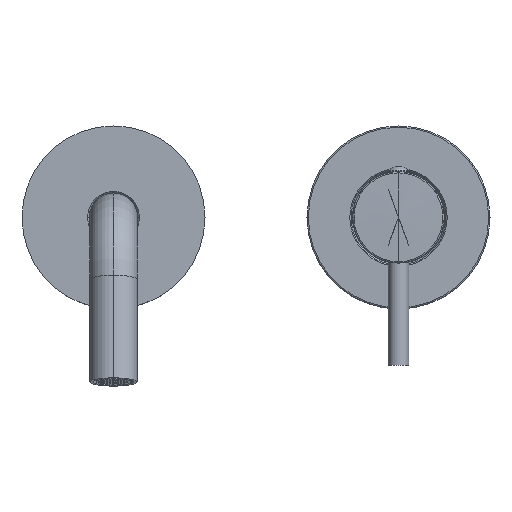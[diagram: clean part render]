
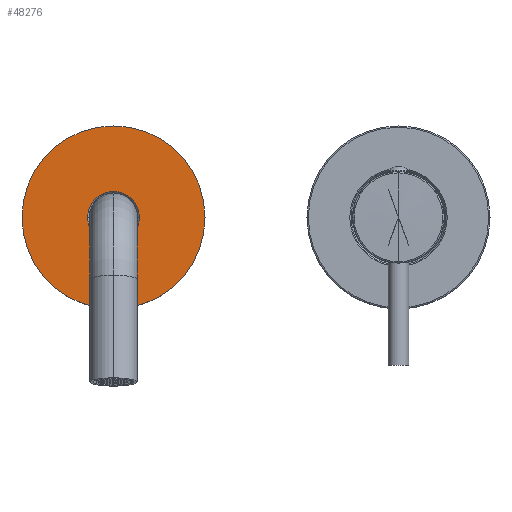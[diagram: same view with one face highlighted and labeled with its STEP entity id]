
A CAD part, top view. The second image highlights one B-rep face of the part: STEP entity #48276.
In plain terms, the highlighted planar face has unit normal (0, 0, 1).
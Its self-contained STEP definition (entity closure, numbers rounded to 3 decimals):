
#47660=CARTESIAN_POINT('',(-109.,0.,54.));
#47661=DIRECTION('',(0.,0.,1.));
#47662=DIRECTION('',(-1.,0.,0.));
#47663=AXIS2_PLACEMENT_3D('',#47660,#47661,#47662);
#47665=CARTESIAN_POINT('',(-109.,0.,54.));
#47666=DIRECTION('',(0.,0.,-1.));
#47667=DIRECTION('',(-1.,0.,0.));
#47668=AXIS2_PLACEMENT_3D('',#47665,#47666,#47667);
#47670=CARTESIAN_POINT('',(-109.,0.,54.));
#47671=DIRECTION('',(0.,0.,1.));
#47672=DIRECTION('',(-1.,0.,0.));
#47673=AXIS2_PLACEMENT_3D('',#47670,#47671,#47672);
#47675=CARTESIAN_POINT('',(-109.,0.,54.));
#47676=DIRECTION('',(0.,0.,1.));
#47677=DIRECTION('',(1.,0.,0.));
#47678=AXIS2_PLACEMENT_3D('',#47675,#47676,#47677);
#47721=CARTESIAN_POINT('',(-144.,0.,54.));
#47723=VERTEX_POINT('',#47721);
#47733=CARTESIAN_POINT('',(-74.,0.,54.));
#47735=VERTEX_POINT('',#47733);
#47764=CARTESIAN_POINT('',(-118.9,0.,54.));
#47765=CARTESIAN_POINT('',(-99.1,0.,54.));
#47766=VERTEX_POINT('',#47764);
#47767=VERTEX_POINT('',#47765);
#48263=CARTESIAN_POINT('',(-109.,0.,54.));
#48264=DIRECTION('',(0.,0.,-1.));
#48265=DIRECTION('',(1.,0.,0.));
#48266=AXIS2_PLACEMENT_3D('',#48263,#48264,#48265);
#48267=PLANE('',#48266);
#48268=ORIENTED_EDGE('',*,*,#48249,.F.);
#48269=ORIENTED_EDGE('',*,*,#48231,.T.);
#48270=EDGE_LOOP('',(#48268,#48269));
#48271=FACE_OUTER_BOUND('',#48270,.F.);
#48272=ORIENTED_EDGE('',*,*,#47815,.T.);
#48273=ORIENTED_EDGE('',*,*,#47837,.T.);
#48274=EDGE_LOOP('',(#48272,#48273));
#48275=FACE_BOUND('',#48274,.F.);
#48276=ADVANCED_FACE('',(#48271,#48275),#48267,.F.);
#47664=CIRCLE('',#47663,35.);
#47669=CIRCLE('',#47668,35.);
#47674=CIRCLE('',#47673,9.9);
#47679=CIRCLE('',#47678,9.9);
#47815=EDGE_CURVE('',#47766,#47767,#47674,.T.);
#47837=EDGE_CURVE('',#47767,#47766,#47679,.T.);
#48231=EDGE_CURVE('',#47723,#47735,#47669,.T.);
#48249=EDGE_CURVE('',#47723,#47735,#47664,.T.);
